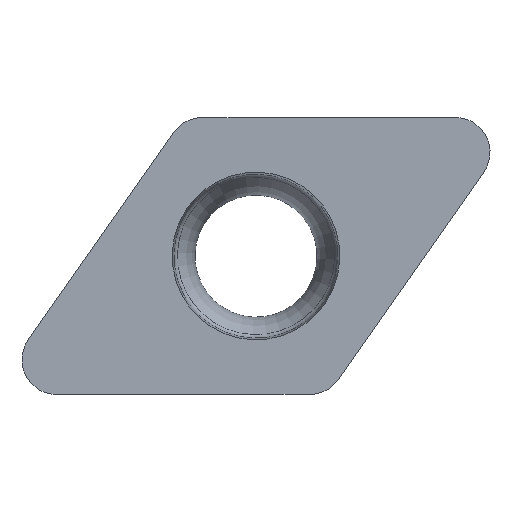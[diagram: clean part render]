
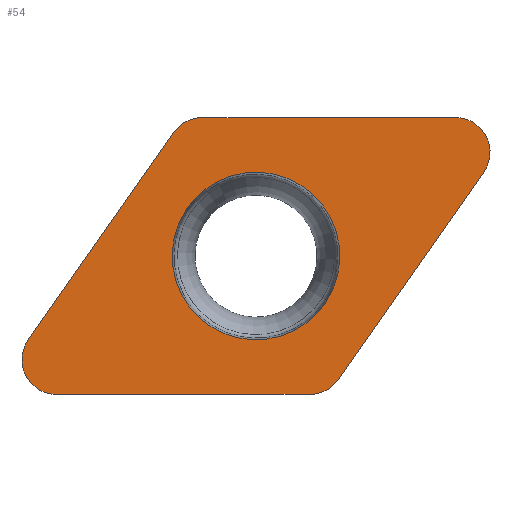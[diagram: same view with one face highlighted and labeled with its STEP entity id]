
A CAD part, top view. The second image highlights one B-rep face of the part: STEP entity #54.
In plain terms, the highlighted planar face has unit normal (0, 0, 1).
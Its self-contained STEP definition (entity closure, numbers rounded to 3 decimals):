
#54=ADVANCED_FACE('',(#103,#104),#68,.T.);
#68=PLANE('',#299);
#73=LINE('',#477,#89);
#77=LINE('',#485,#93);
#80=LINE('',#491,#96);
#83=LINE('',#497,#99);
#89=VECTOR('',#333,1.0);
#93=VECTOR('',#339,1.0);
#96=VECTOR('',#344,1.0);
#99=VECTOR('',#349,1.0);
#103=FACE_BOUND('',#119,.T.);
#104=FACE_BOUND('',#120,.T.);
#119=EDGE_LOOP('',(#158));
#120=EDGE_LOOP('',(#159,#160,#161,#162,#163,#164,#165,#166));
#158=ORIENTED_EDGE('',*,*,#233,.F.);
#159=ORIENTED_EDGE('',*,*,#231,.T.);
#160=ORIENTED_EDGE('',*,*,#234,.T.);
#161=ORIENTED_EDGE('',*,*,#221,.T.);
#162=ORIENTED_EDGE('',*,*,#235,.T.);
#163=ORIENTED_EDGE('',*,*,#225,.T.);
#164=ORIENTED_EDGE('',*,*,#236,.T.);
#165=ORIENTED_EDGE('',*,*,#228,.T.);
#166=ORIENTED_EDGE('',*,*,#237,.T.);
#200=VERTEX_POINT('',#478);
#201=VERTEX_POINT('',#479);
#202=VERTEX_POINT('',#484);
#203=VERTEX_POINT('',#486);
#204=VERTEX_POINT('',#490);
#205=VERTEX_POINT('',#492);
#206=VERTEX_POINT('',#496);
#207=VERTEX_POINT('',#498);
#208=VERTEX_POINT('',#502);
#221=EDGE_CURVE('',#200,#201,#73,.T.);
#225=EDGE_CURVE('',#203,#202,#77,.T.);
#228=EDGE_CURVE('',#205,#204,#80,.T.);
#231=EDGE_CURVE('',#207,#206,#83,.T.);
#233=EDGE_CURVE('',#208,#208,#246,.T.);
#234=EDGE_CURVE('',#206,#200,#247,.T.);
#235=EDGE_CURVE('',#201,#203,#248,.T.);
#236=EDGE_CURVE('',#202,#205,#249,.T.);
#237=EDGE_CURVE('',#204,#207,#250,.T.);
#246=CIRCLE('',#294,1.923);
#247=CIRCLE('',#295,0.794);
#248=CIRCLE('',#296,0.794);
#249=CIRCLE('',#297,0.794);
#250=CIRCLE('',#298,0.794);
#294=AXIS2_PLACEMENT_3D('',#501,#353,#354);
#295=AXIS2_PLACEMENT_3D('',#503,#355,#356);
#296=AXIS2_PLACEMENT_3D('',#504,#357,#358);
#297=AXIS2_PLACEMENT_3D('',#505,#359,#360);
#298=AXIS2_PLACEMENT_3D('',#506,#361,#362);
#299=AXIS2_PLACEMENT_3D('',#507,#363,#364);
#333=DIRECTION('',(-1.0,0.,0.));
#339=DIRECTION('',(-0.574,-0.819,0.));
#344=DIRECTION('',(1.0,0.,0.));
#349=DIRECTION('',(0.574,0.819,0.));
#353=DIRECTION('',(0.0,0.0,1.0));
#354=DIRECTION('',(-0.887,-0.462,0.0));
#355=DIRECTION('',(0.,0.,1.0));
#356=DIRECTION('',(-0.462,0.887,0.));
#357=DIRECTION('',(0.,0.,1.0));
#358=DIRECTION('',(-0.462,0.887,0.));
#359=DIRECTION('',(0.,0.,1.0));
#360=DIRECTION('',(-0.462,0.887,0.));
#361=DIRECTION('',(0.,0.,1.0));
#362=DIRECTION('',(-0.462,0.887,0.));
#363=DIRECTION('',(0.,0.,1.0));
#364=DIRECTION('',(-0.462,0.887,0.));
#477=CARTESIAN_POINT('',(6.099,6.35,0.));
#478=CARTESIAN_POINT('',(10.673,6.35,0.));
#479=CARTESIAN_POINT('',(4.86,6.35,0.));
#484=CARTESIAN_POINT('',(0.875,1.249,0.));
#485=CARTESIAN_POINT('',(3.498,4.996,0.));
#486=CARTESIAN_POINT('',(4.209,6.012,0.));
#490=CARTESIAN_POINT('',(7.339,0.,0.));
#491=CARTESIAN_POINT('',(6.099,0.,0.));
#492=CARTESIAN_POINT('',(1.525,0.,0.));
#496=CARTESIAN_POINT('',(11.324,5.101,0.));
#497=CARTESIAN_POINT('',(8.7,1.354,0.));
#498=CARTESIAN_POINT('',(7.989,0.338,0.));
#501=CARTESIAN_POINT('',(6.099,3.175,0.));
#502=CARTESIAN_POINT('',(4.394,2.287,0.));
#503=CARTESIAN_POINT('',(10.673,5.556,0.));
#504=CARTESIAN_POINT('',(4.86,5.556,0.));
#505=CARTESIAN_POINT('',(1.525,0.794,0.));
#506=CARTESIAN_POINT('',(7.339,0.794,0.));
#507=CARTESIAN_POINT('',(6.099,3.175,0.));
